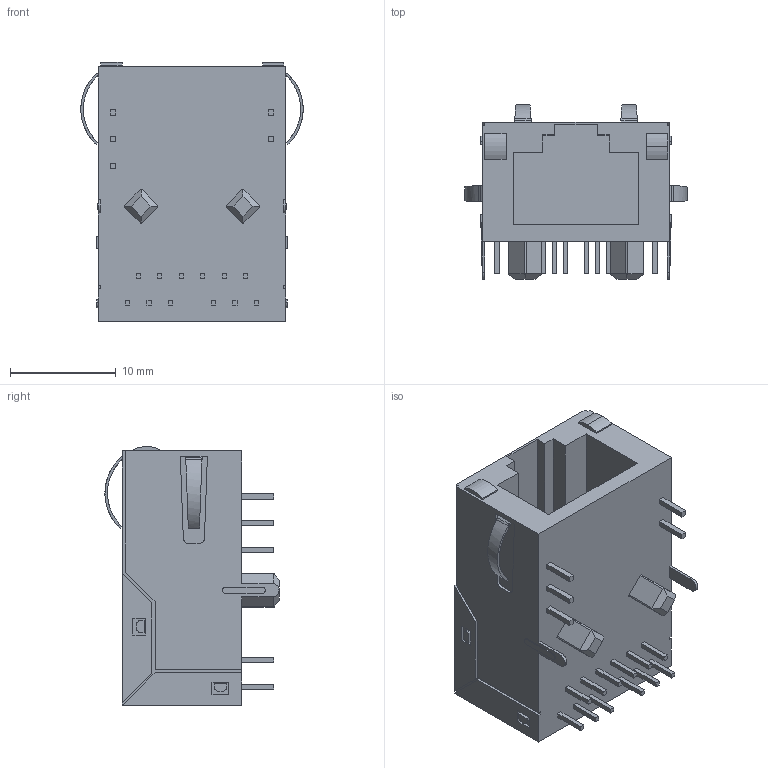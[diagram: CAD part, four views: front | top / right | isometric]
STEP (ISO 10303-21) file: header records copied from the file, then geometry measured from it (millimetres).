
FILE_DESCRIPTION (( 'STEP AP214' ), '1' );
FILE_NAME ('J0G-0001NL.STEP', '2017-01-10T08:36:57', ( '' ), ( '' ), 'SwSTEP 2.0', 'SolidWorks 2012', '' );
FILE_SCHEMA (( 'AUTOMOTIVE_DESIGN' ));
Length unit declared in the file: inch
Products named in the file (1): J0G-0001NL
Bounding box: 21.08 x 16.51 x 24.55 mm (x, y, z)
Volume: 4055.5 mm3; surface area: 2510.2 mm2
Topology: 1 solids, 1 shells, 316 faces, 820 edges, 544 vertices
Faces by surface type: plane 265, cylinder 51
Entity records: 10174 total; most frequent: CARTESIAN_POINT 1834, ORIENTED_EDGE 1640, DIRECTION 1460, EDGE_CURVE 820, LINE 712, VECTOR 712, VERTEX_POINT 544, AXIS2_PLACEMENT_3D 374
